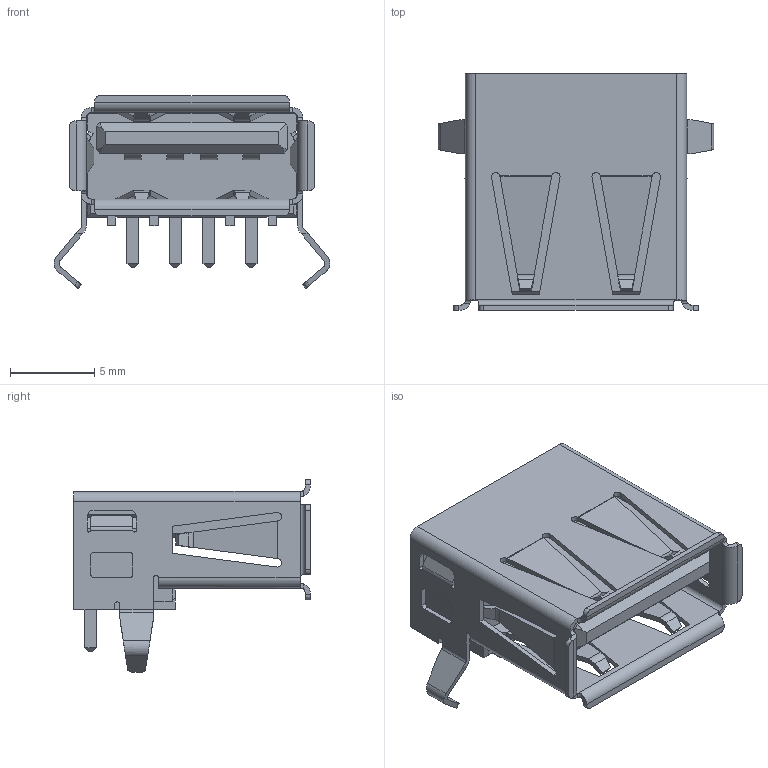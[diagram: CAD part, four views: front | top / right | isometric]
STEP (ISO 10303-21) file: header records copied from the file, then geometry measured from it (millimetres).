
FILE_DESCRIPTION(/* description */ ('model of Conn_USB-A-2.0_socket_right-angle'),/* implementation_level */ '2;1');
FILE_NAME(/* name */ 'Conn_USB-A-2.0_socket_right-angle.stp',/* time_stamp */ '2015-12-05T22:33:36',/* author */ ('Joan The Spark',''),/* organization */ (''),/* preprocessor_version */ '',/* originating_system */ '',/* authorisation */ '');
FILE_SCHEMA (('AUTOMOTIVE_DESIGN { 1 0 10303 214 3 1 1 }'));
Length unit declared in the file: millimetre
Products named in the file (1): Conn_USB-A-2.0_socket_right-angle
Bounding box: 16.32 x 14 x 11.41 mm (x, y, z)
Volume: 651.8 mm3; surface area: 1646.3 mm2
Topology: 1 solids, 1 shells, 441 faces, 1129 edges, 692 vertices
Faces by surface type: plane 287, cylinder 126, bspline 24, cone 4
Entity records: 13706 total; most frequent: CARTESIAN_POINT 2959, ORIENTED_EDGE 2258, DIRECTION 2097, EDGE_CURVE 1129, LINE 869, VECTOR 869, VERTEX_POINT 692, AXIS2_PLACEMENT_3D 614
